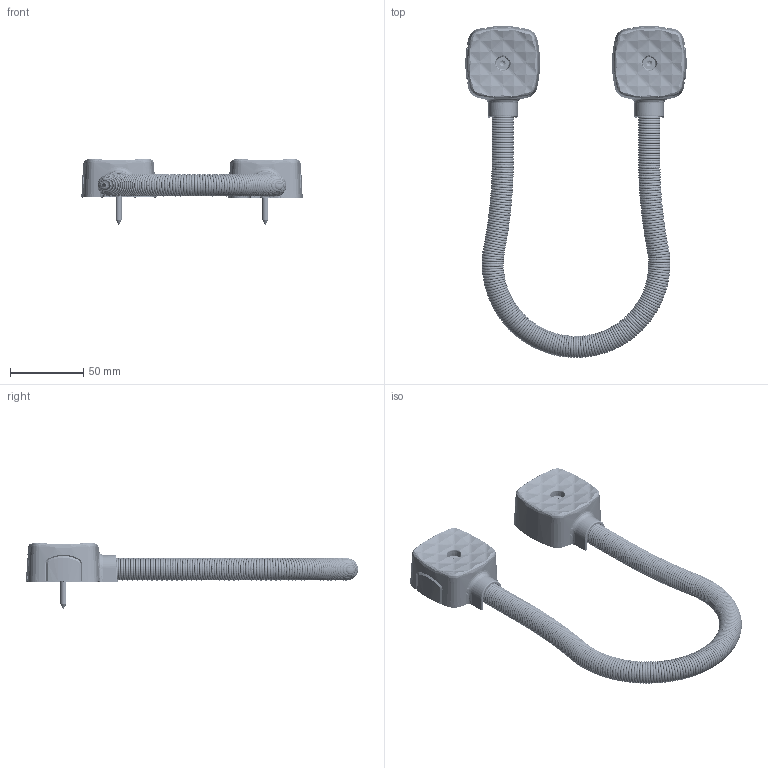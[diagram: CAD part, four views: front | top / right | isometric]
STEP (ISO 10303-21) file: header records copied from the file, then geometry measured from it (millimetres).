
FILE_DESCRIPTION (( 'STEP AP214' ), '1' );
FILE_NAME ('EFLEX1_STPALL.STEP', '2025-04-02T12:06:18', ( '' ), ( '' ), 'SwSTEP 2.0', 'SolidWorks 2024', '' );
FILE_SCHEMA (( 'AUTOMOTIVE_DESIGN' ));
Length unit declared in the file: millimetre
Products named in the file (5): FP0336-hexalobular socket flat countersunk head tapping screw ST4_2x38-C with security head; MP1221-SYMMETRICAL END CAP_MP1373-TROU DE FIX UNIQUE M4; EFLEX1_STPALL; MP1026-SPIRAL DOOR LOOP DIAM 10 L500 mis en forme_D12 L400 entraxe 100; MP1214-END CAP_MP1372-1 seule vis M4 (pointeaux sur le pourtour)
Assembly tree (5 placements, depth 2):
  EFLEX1_STPALL
    MP1026-SPIRAL DOOR LOOP DIAM 10 L500 mis en forme_D12 L400 entraxe 100
    MP1221-SYMMETRICAL END CAP_MP1373-TROU DE FIX UNIQUE M4
    MP1214-END CAP_MP1372-1 seule vis M4 (pointeaux sur le pourtour)
    FP0336-hexalobular socket flat countersunk head tapping screw ST4_2x38-C with security head  x2
Bounding box: 151 x 226.51 x 45.52 mm (x, y, z)
Volume: 23083.8 mm3; surface area: 81139 mm2
Topology: 4 solids, 7 shells, 3131 faces, 8423 edges, 5310 vertices
Faces by surface type: torus 1619, plane 785, cone 260, bspline 225, cylinder 202, sphere 40
Entity records: 163262 total; most frequent: CARTESIAN_POINT 91665, ORIENTED_EDGE 16610, DIRECTION 13432, EDGE_CURVE 8310, AXIS2_PLACEMENT_3D 6242, VERTEX_POINT 5252, B_SPLINE_CURVE_WITH_KNOTS 3979, CIRCLE 3361
